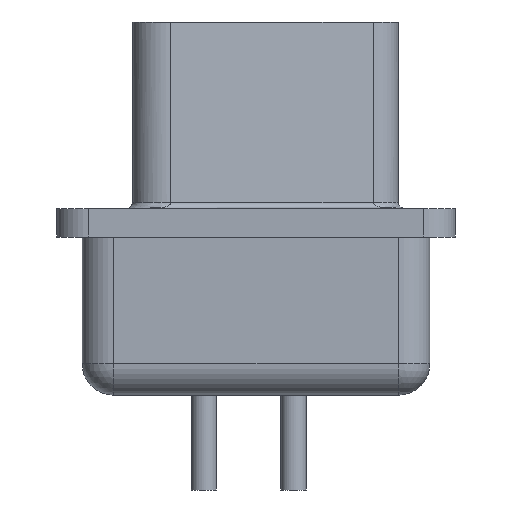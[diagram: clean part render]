
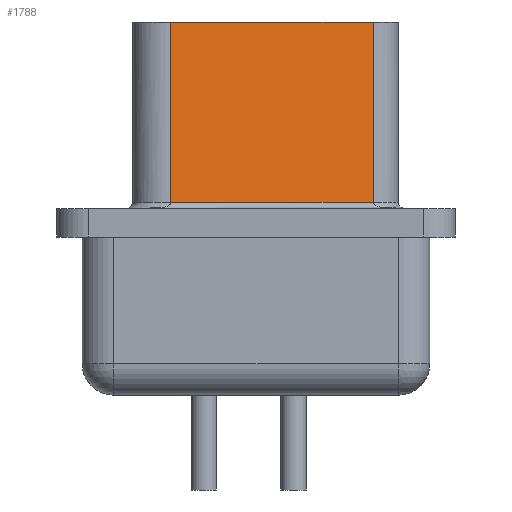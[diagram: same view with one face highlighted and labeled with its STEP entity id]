
A CAD part, left-side view. The second image highlights one B-rep face of the part: STEP entity #1788.
In plain terms, the highlighted planar face has unit normal (-0.978, -0.208, 0).
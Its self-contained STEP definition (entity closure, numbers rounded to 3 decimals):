
#87 = CYLINDRICAL_SURFACE('',#88,1.);
#88 = AXIS2_PLACEMENT_3D('',#89,#90,#91);
#89 = CARTESIAN_POINT('',(8.035,9.205,1.1));
#90 = DIRECTION('',(0.,0.,1.));
#91 = DIRECTION('',(0.,1.,0.));
#115 = PLANE('',#116);
#116 = AXIS2_PLACEMENT_3D('',#117,#118,#119);
#117 = CARTESIAN_POINT('',(6.8,10.205,6.8));
#118 = DIRECTION('',(0.,0.,1.));
#119 = DIRECTION('',(1.,0.,0.));
#643 = VERTEX_POINT('',#644);
#644 = CARTESIAN_POINT('',(7.057,8.997,1.1));
#673 = EDGE_CURVE('',#643,#674,#676,.T.);
#674 = VERTEX_POINT('',#675);
#675 = CARTESIAN_POINT('',(7.057,8.997,6.8));
#676 = SURFACE_CURVE('',#677,(#681,#688),.PCURVE_S1.);
#677 = LINE('',#678,#679);
#678 = CARTESIAN_POINT('',(7.057,8.997,1.1));
#679 = VECTOR('',#680,1.);
#680 = DIRECTION('',(0.,0.,1.));
#681 = PCURVE('',#87,#682);
#682 = DEFINITIONAL_REPRESENTATION('',(#683),#687);
#683 = LINE('',#684,#685);
#684 = CARTESIAN_POINT('',(1.78,0.));
#685 = VECTOR('',#686,1.);
#686 = DIRECTION('',(0.,1.));
#687 = ( GEOMETRIC_REPRESENTATION_CONTEXT(2) 
PARAMETRIC_REPRESENTATION_CONTEXT() REPRESENTATION_CONTEXT('2D SPACE',''
  ) );
#688 = PCURVE('',#689,#694);
#689 = PLANE('',#690);
#690 = AXIS2_PLACEMENT_3D('',#691,#692,#693);
#691 = CARTESIAN_POINT('',(8.585,1.805,0.9));
#692 = DIRECTION('',(-0.978,-0.208,0.));
#693 = DIRECTION('',(-0.208,0.978,0.));
#694 = DEFINITIONAL_REPRESENTATION('',(#695),#699);
#695 = LINE('',#696,#697);
#696 = CARTESIAN_POINT('',(7.353,-0.2));
#697 = VECTOR('',#698,1.);
#698 = DIRECTION('',(0.,-1.));
#699 = ( GEOMETRIC_REPRESENTATION_CONTEXT(2) 
PARAMETRIC_REPRESENTATION_CONTEXT() REPRESENTATION_CONTEXT('2D SPACE',''
  ) );
#818 = EDGE_CURVE('',#819,#674,#821,.T.);
#819 = VERTEX_POINT('',#820);
#820 = CARTESIAN_POINT('',(8.417,2.597,6.8));
#821 = SURFACE_CURVE('',#822,(#826,#833),.PCURVE_S1.);
#822 = LINE('',#823,#824);
#823 = CARTESIAN_POINT('',(8.585,1.805,6.8));
#824 = VECTOR('',#825,1.);
#825 = DIRECTION('',(-0.208,0.978,0.));
#826 = PCURVE('',#115,#827);
#827 = DEFINITIONAL_REPRESENTATION('',(#828),#832);
#828 = LINE('',#829,#830);
#829 = CARTESIAN_POINT('',(1.785,-8.4));
#830 = VECTOR('',#831,1.);
#831 = DIRECTION('',(-0.208,0.978));
#832 = ( GEOMETRIC_REPRESENTATION_CONTEXT(2) 
PARAMETRIC_REPRESENTATION_CONTEXT() REPRESENTATION_CONTEXT('2D SPACE',''
  ) );
#833 = PCURVE('',#689,#834);
#834 = DEFINITIONAL_REPRESENTATION('',(#835),#839);
#835 = LINE('',#836,#837);
#836 = CARTESIAN_POINT('',(0.,-5.9));
#837 = VECTOR('',#838,1.);
#838 = DIRECTION('',(1.,0.));
#839 = ( GEOMETRIC_REPRESENTATION_CONTEXT(2) 
PARAMETRIC_REPRESENTATION_CONTEXT() REPRESENTATION_CONTEXT('2D SPACE',''
  ) );
#858 = CYLINDRICAL_SURFACE('',#859,1.);
#859 = AXIS2_PLACEMENT_3D('',#860,#861,#862);
#860 = CARTESIAN_POINT('',(9.395,2.805,1.1));
#861 = DIRECTION('',(0.,0.,1.));
#862 = DIRECTION('',(-0.978,-0.208,0.));
#1251 = CYLINDRICAL_SURFACE('',#1252,0.2);
#1252 = AXIS2_PLACEMENT_3D('',#1253,#1254,#1255);
#1253 = CARTESIAN_POINT('',(8.39,1.763,1.1));
#1254 = DIRECTION('',(-0.208,0.978,0.));
#1255 = DIRECTION('',(0.978,0.208,0.));
#1788 = ADVANCED_FACE('',(#1789),#689,.T.);
#1789 = FACE_BOUND('',#1790,.T.);
#1790 = EDGE_LOOP('',(#1791,#1814,#1835,#1836));
#1791 = ORIENTED_EDGE('',*,*,#1792,.F.);
#1792 = EDGE_CURVE('',#1793,#643,#1795,.T.);
#1793 = VERTEX_POINT('',#1794);
#1794 = CARTESIAN_POINT('',(8.417,2.597,1.1));
#1795 = SURFACE_CURVE('',#1796,(#1800,#1807),.PCURVE_S1.);
#1796 = LINE('',#1797,#1798);
#1797 = CARTESIAN_POINT('',(8.585,1.805,1.1));
#1798 = VECTOR('',#1799,1.);
#1799 = DIRECTION('',(-0.208,0.978,0.));
#1800 = PCURVE('',#689,#1801);
#1801 = DEFINITIONAL_REPRESENTATION('',(#1802),#1806);
#1802 = LINE('',#1803,#1804);
#1803 = CARTESIAN_POINT('',(0.,-0.2));
#1804 = VECTOR('',#1805,1.);
#1805 = DIRECTION('',(1.,0.));
#1806 = ( GEOMETRIC_REPRESENTATION_CONTEXT(2) 
PARAMETRIC_REPRESENTATION_CONTEXT() REPRESENTATION_CONTEXT('2D SPACE',''
  ) );
#1807 = PCURVE('',#1251,#1808);
#1808 = DEFINITIONAL_REPRESENTATION('',(#1809),#1813);
#1809 = LINE('',#1810,#1811);
#1810 = CARTESIAN_POINT('',(0.,0.));
#1811 = VECTOR('',#1812,1.);
#1812 = DIRECTION('',(0.,1.));
#1813 = ( GEOMETRIC_REPRESENTATION_CONTEXT(2) 
PARAMETRIC_REPRESENTATION_CONTEXT() REPRESENTATION_CONTEXT('2D SPACE',''
  ) );
#1814 = ORIENTED_EDGE('',*,*,#1815,.T.);
#1815 = EDGE_CURVE('',#1793,#819,#1816,.T.);
#1816 = SURFACE_CURVE('',#1817,(#1821,#1828),.PCURVE_S1.);
#1817 = LINE('',#1818,#1819);
#1818 = CARTESIAN_POINT('',(8.417,2.597,1.1));
#1819 = VECTOR('',#1820,1.);
#1820 = DIRECTION('',(0.,0.,1.));
#1821 = PCURVE('',#689,#1822);
#1822 = DEFINITIONAL_REPRESENTATION('',(#1823),#1827);
#1823 = LINE('',#1824,#1825);
#1824 = CARTESIAN_POINT('',(0.81,-0.2));
#1825 = VECTOR('',#1826,1.);
#1826 = DIRECTION('',(0.,-1.));
#1827 = ( GEOMETRIC_REPRESENTATION_CONTEXT(2) 
PARAMETRIC_REPRESENTATION_CONTEXT() REPRESENTATION_CONTEXT('2D SPACE',''
  ) );
#1828 = PCURVE('',#858,#1829);
#1829 = DEFINITIONAL_REPRESENTATION('',(#1830),#1834);
#1830 = LINE('',#1831,#1832);
#1831 = CARTESIAN_POINT('',(0.,0.));
#1832 = VECTOR('',#1833,1.);
#1833 = DIRECTION('',(0.,1.));
#1834 = ( GEOMETRIC_REPRESENTATION_CONTEXT(2) 
PARAMETRIC_REPRESENTATION_CONTEXT() REPRESENTATION_CONTEXT('2D SPACE',''
  ) );
#1835 = ORIENTED_EDGE('',*,*,#818,.T.);
#1836 = ORIENTED_EDGE('',*,*,#673,.F.);
